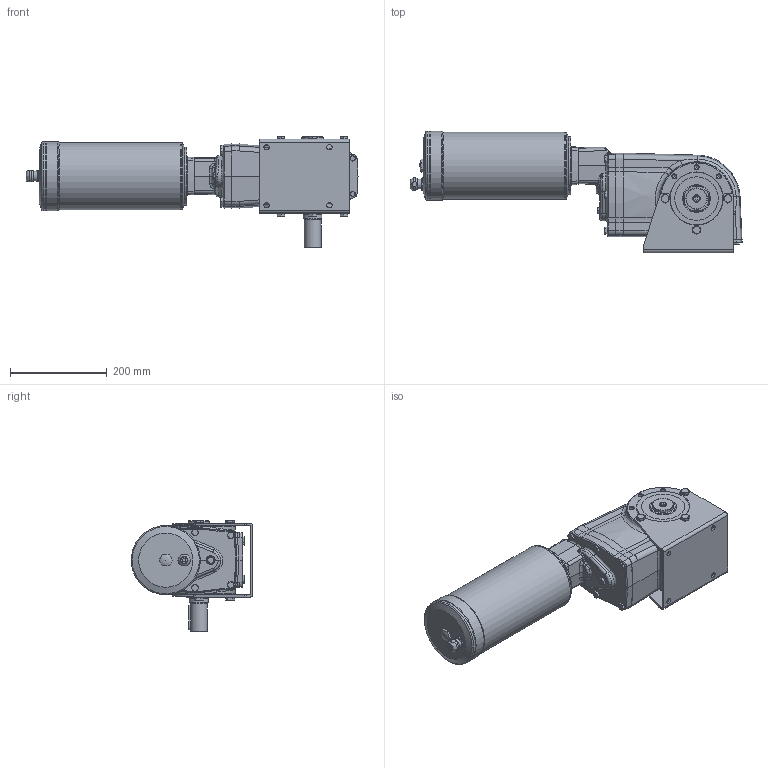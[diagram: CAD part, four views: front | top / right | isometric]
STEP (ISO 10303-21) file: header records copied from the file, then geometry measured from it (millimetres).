
FILE_DESCRIPTION( ( 'Unknown' ), '1' );
FILE_NAME( '17FFE66B8574C29B13A39974853AA7B6.3d.stp', 'Unknown', ( 'Unknown' ), ( 'Unknown' ), 'PSStep 10.1', 'Unknown', ' ' );
FILE_SCHEMA( ( 'AUTOMOTIVE_DESIGN { 1 0 10303 214 1 1 1 1 }' ) );
Length unit declared in the file: millimetre
Products named in the file (1): X63N
Bounding box: 686.5 x 251.5 x 231.4 mm (x, y, z)
Volume: 11350354.4 mm3; surface area: 563436.9 mm2
Topology: 1 solids, 26 shells, 1019 faces, 2371 edges, 1469 vertices
Faces by surface type: plane 394, cylinder 248, cone 223, bspline 83, torus 64, extrusion 4, sphere 3
Full cylindrical faces by diameter (mm): 4.917 x9, 7 x5, 8 x4, 8.376 x34, 8.9 x6, 9 x4, 10 x6, 10.5 x7, 11 x4, 11.6 x6, 13 x5, 13.4 x1, 14 x4, 14.6 x6, 15 x1, 16.662 x1, 18 x1, 19 x1, 20 x1, 25 x1, 34.6 x2, 35 x4, 35.2 x1, 39 x1, 44 x1, 47 x1, 50 x1, 57.5 x2, 58 x2, 68 x1
Entity records: 46816 total; most frequent: CARTESIAN_POINT 17900, DIRECTION 4219, ORIENTED_EDGE 3920, EDGE_CURVE 1960, AXIS2_PLACEMENT_3D 1761, EDGE_LOOP 1404, VERTEX_POINT 1362, FACE_OUTER_BOUND 1214
